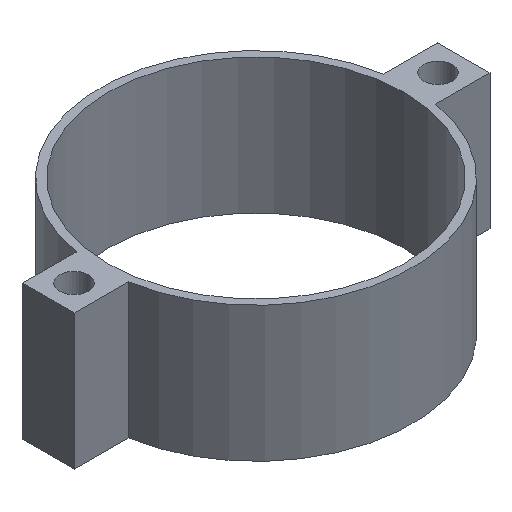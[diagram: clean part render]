
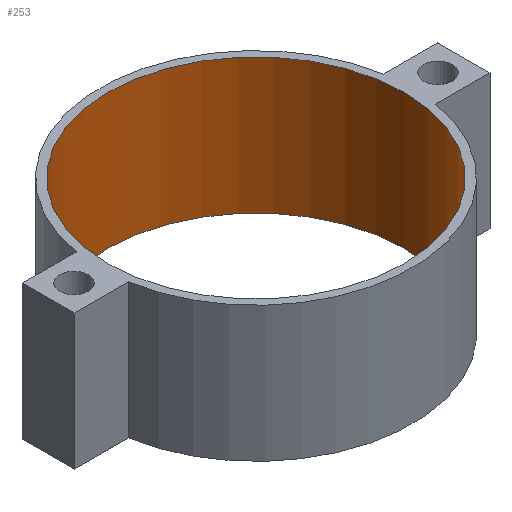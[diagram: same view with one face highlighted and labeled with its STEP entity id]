
A CAD part, isometric view. The second image highlights one B-rep face of the part: STEP entity #253.
In plain terms, the highlighted cylindrical face has radius 28.5 mm (diameter 57 mm), a full revolution.
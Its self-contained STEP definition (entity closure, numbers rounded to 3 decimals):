
#39=FACE_OUTER_BOUND('',#52,.T.);
#52=EDGE_LOOP('',(#212,#213,#214,#215));
#83=LINE('',#429,#106);
#106=VECTOR('',#357,28.5);
#115=CIRCLE('',#289,28.5);
#116=CIRCLE('',#290,28.5);
#137=VERTEX_POINT('',#426);
#138=VERTEX_POINT('',#428);
#169=EDGE_CURVE('',#137,#137,#115,.T.);
#170=EDGE_CURVE('',#137,#138,#83,.T.);
#171=EDGE_CURVE('',#138,#138,#116,.T.);
#212=ORIENTED_EDGE('',*,*,#169,.F.);
#213=ORIENTED_EDGE('',*,*,#170,.T.);
#214=ORIENTED_EDGE('',*,*,#171,.F.);
#215=ORIENTED_EDGE('',*,*,#170,.F.);
#242=CYLINDRICAL_SURFACE('',#288,28.5);
#253=ADVANCED_FACE('',(#39),#242,.F.);
#288=AXIS2_PLACEMENT_3D('',#425,#353,#354);
#289=AXIS2_PLACEMENT_3D('',#427,#355,#356);
#290=AXIS2_PLACEMENT_3D('',#430,#358,#359);
#353=DIRECTION('center_axis',(0.,0.,1.));
#354=DIRECTION('ref_axis',(1.,0.,0.));
#355=DIRECTION('center_axis',(0.,0.,-1.));
#356=DIRECTION('ref_axis',(1.,0.,0.));
#357=DIRECTION('',(0.,0.,-1.));
#358=DIRECTION('center_axis',(0.,0.,1.));
#359=DIRECTION('ref_axis',(1.,0.,0.));
#425=CARTESIAN_POINT('Origin',(0.,0.,0.));
#426=CARTESIAN_POINT('',(-28.5,0.,26.));
#427=CARTESIAN_POINT('Origin',(0.,0.,26.));
#428=CARTESIAN_POINT('',(-28.5,0.,0.));
#429=CARTESIAN_POINT('',(-28.5,0.,0.));
#430=CARTESIAN_POINT('Origin',(0.,0.,0.));
